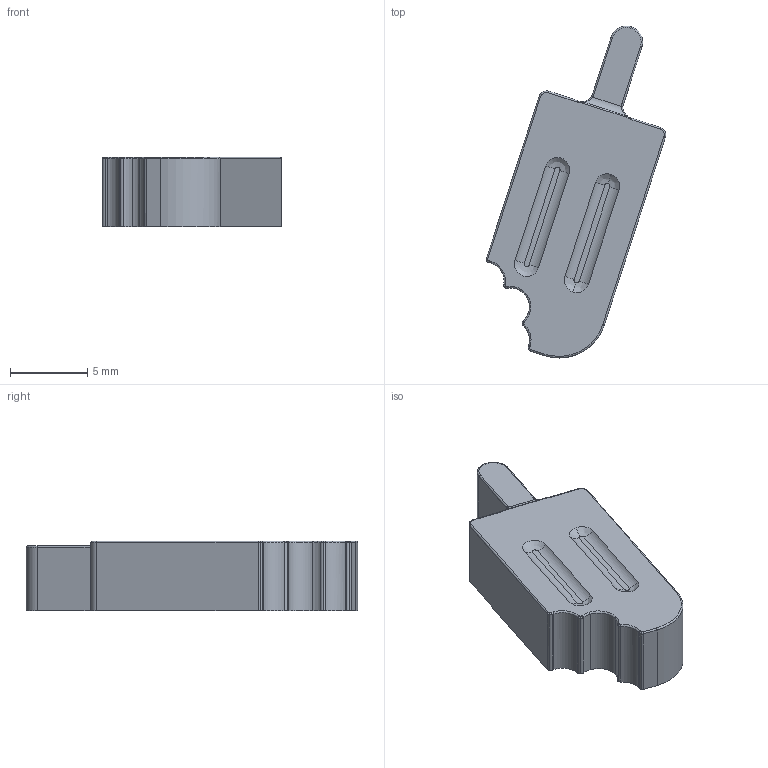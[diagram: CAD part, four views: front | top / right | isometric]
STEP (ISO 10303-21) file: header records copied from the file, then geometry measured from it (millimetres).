
FILE_DESCRIPTION(/* description */ (''),/* implementation_level */ '2;1');
FILE_NAME(/* name */ 'No1A_IceCream.step',/* time_stamp */ '2025-04-03T22:13:37-04:00',/* author */ (''),/* organization */ (''),/* preprocessor_version */ 'ST-DEVELOPER v20.1',/* originating_system */ 'Autodesk Translation Framework v14.4.0.0',/* authorisation */ '');
FILE_SCHEMA (('AUTOMOTIVE_DESIGN { 1 0 10303 214 3 1 1 }'));
Length unit declared in the file: millimetre
Products named in the file (2): ICM No.1/A; Component3
Assembly tree (1 placements, depth 2):
  ICM No.1/A
    Component3
Bounding box: 11.6 x 21.47 x 4.5 mm (x, y, z)
Volume: 576.3 mm3; surface area: 551.6 mm2
Topology: 1 solids, 1 shells, 91 faces, 223 edges, 137 vertices
Faces by surface type: bspline 54, cylinder 19, plane 14, torus 4
Full cylindrical faces by diameter (mm): 3 x1
Entity records: 4957 total; most frequent: CARTESIAN_POINT 3061, ORIENTED_EDGE 446, DIRECTION 281, EDGE_CURVE 223, VERTEX_POINT 137, AXIS2_PLACEMENT_3D 108, EDGE_LOOP 94, FACE_OUTER_BOUND 91
